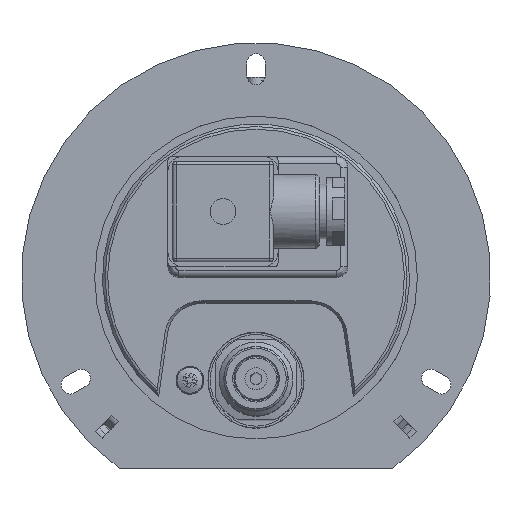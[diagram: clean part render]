
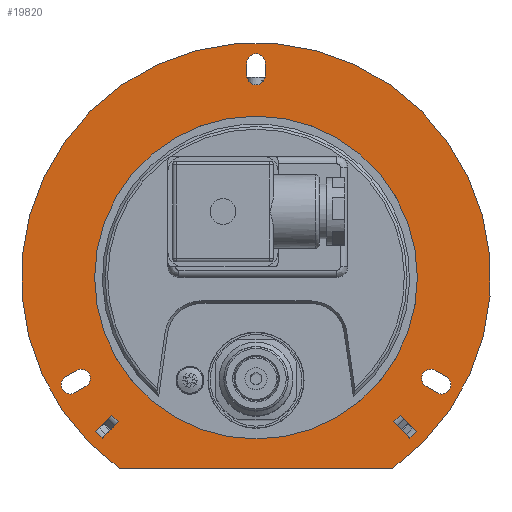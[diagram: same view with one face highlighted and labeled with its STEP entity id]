
A CAD part, front view. The second image highlights one B-rep face of the part: STEP entity #19820.
In plain terms, the highlighted planar face has unit normal (0, -1, 0).
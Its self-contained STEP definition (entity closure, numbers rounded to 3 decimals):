
#444=FACE_BOUND('',#3874,.T.);
#445=FACE_BOUND('',#3875,.T.);
#446=FACE_BOUND('',#3876,.T.);
#447=FACE_BOUND('',#3877,.T.);
#448=FACE_BOUND('',#3878,.T.);
#449=FACE_BOUND('',#3879,.T.);
#901=CIRCLE('',#21346,2.5);
#904=CIRCLE('',#21350,44.);
#905=CIRCLE('',#21351,44.);
#907=CIRCLE('',#21354,64.);
#909=CIRCLE('',#21357,2.5);
#922=CIRCLE('',#21385,2.5);
#923=CIRCLE('',#21386,2.5);
#924=CIRCLE('',#21387,2.5);
#925=CIRCLE('',#21388,2.5);
#2635=FACE_OUTER_BOUND('',#3873,.T.);
#3873=EDGE_LOOP('',(#17265,#17266));
#3874=EDGE_LOOP('',(#17267,#17268));
#3875=EDGE_LOOP('',(#17269,#17270,#17271,#17272));
#3876=EDGE_LOOP('',(#17273,#17274,#17275,#17276));
#3877=EDGE_LOOP('',(#17277,#17278,#17279,#17280));
#3878=EDGE_LOOP('',(#17281,#17282,#17283,#17284));
#3879=EDGE_LOOP('',(#17285,#17286,#17287,#17288));
#5631=LINE('',#34634,#7428);
#5633=LINE('',#34643,#7430);
#5641=LINE('',#34670,#7438);
#5644=LINE('',#34675,#7441);
#5663=LINE('',#34716,#7460);
#5664=LINE('',#34719,#7461);
#5665=LINE('',#34723,#7462);
#5666=LINE('',#34726,#7463);
#5667=LINE('',#34728,#7464);
#5668=LINE('',#34731,#7465);
#5669=LINE('',#34734,#7466);
#5670=LINE('',#34737,#7467);
#5671=LINE('',#34739,#7468);
#5672=LINE('',#34741,#7469);
#5673=LINE('',#34742,#7470);
#7428=VECTOR('',#25993,1000.);
#7430=VECTOR('',#26001,1000.);
#7438=VECTOR('',#26025,1000.);
#7441=VECTOR('',#26030,1000.);
#7460=VECTOR('',#26075,1000.);
#7461=VECTOR('',#26076,1000.);
#7462=VECTOR('',#26079,1000.);
#7463=VECTOR('',#26082,1000.);
#7464=VECTOR('',#26083,1000.);
#7465=VECTOR('',#26086,1000.);
#7466=VECTOR('',#26089,1000.);
#7467=VECTOR('',#26090,1000.);
#7468=VECTOR('',#26091,1000.);
#7469=VECTOR('',#26092,1000.);
#7470=VECTOR('',#26093,1000.);
#9245=VERTEX_POINT('',#34596);
#9246=VERTEX_POINT('',#34598);
#9249=VERTEX_POINT('',#34606);
#9250=VERTEX_POINT('',#34608);
#9253=VERTEX_POINT('',#34615);
#9254=VERTEX_POINT('',#34617);
#9257=VERTEX_POINT('',#34624);
#9258=VERTEX_POINT('',#34626);
#9259=VERTEX_POINT('',#34630);
#9261=VERTEX_POINT('',#34633);
#9263=VERTEX_POINT('',#34639);
#9265=VERTEX_POINT('',#34642);
#9287=VERTEX_POINT('',#34717);
#9288=VERTEX_POINT('',#34718);
#9289=VERTEX_POINT('',#34720);
#9290=VERTEX_POINT('',#34722);
#9291=VERTEX_POINT('',#34725);
#9292=VERTEX_POINT('',#34727);
#9293=VERTEX_POINT('',#34730);
#9294=VERTEX_POINT('',#34732);
#9295=VERTEX_POINT('',#34735);
#9296=VERTEX_POINT('',#34736);
#9297=VERTEX_POINT('',#34738);
#9298=VERTEX_POINT('',#34740);
#11951=EDGE_CURVE('',#9245,#9246,#901,.T.);
#11956=EDGE_CURVE('',#9249,#9250,#904,.T.);
#11957=EDGE_CURVE('',#9250,#9249,#905,.T.);
#11960=EDGE_CURVE('',#9254,#9253,#907,.T.);
#11964=EDGE_CURVE('',#9257,#9258,#909,.T.);
#11967=EDGE_CURVE('',#9261,#9259,#5631,.T.);
#11971=EDGE_CURVE('',#9265,#9263,#5633,.T.);
#11984=EDGE_CURVE('',#9263,#9261,#5641,.T.);
#11987=EDGE_CURVE('',#9265,#9259,#5644,.T.);
#12010=EDGE_CURVE('',#9253,#9254,#5663,.T.);
#12011=EDGE_CURVE('',#9287,#9288,#5664,.T.);
#12012=EDGE_CURVE('',#9289,#9287,#922,.T.);
#12013=EDGE_CURVE('',#9290,#9289,#5665,.T.);
#12014=EDGE_CURVE('',#9288,#9290,#923,.T.);
#12015=EDGE_CURVE('',#9246,#9291,#5666,.T.);
#12016=EDGE_CURVE('',#9292,#9245,#5667,.T.);
#12017=EDGE_CURVE('',#9291,#9292,#924,.T.);
#12018=EDGE_CURVE('',#9293,#9257,#5668,.T.);
#12019=EDGE_CURVE('',#9294,#9293,#925,.T.);
#12020=EDGE_CURVE('',#9258,#9294,#5669,.T.);
#12021=EDGE_CURVE('',#9295,#9296,#5670,.T.);
#12022=EDGE_CURVE('',#9296,#9297,#5671,.T.);
#12023=EDGE_CURVE('',#9298,#9297,#5672,.T.);
#12024=EDGE_CURVE('',#9298,#9295,#5673,.T.);
#17265=ORIENTED_EDGE('',*,*,#11960,.T.);
#17266=ORIENTED_EDGE('',*,*,#12010,.T.);
#17267=ORIENTED_EDGE('',*,*,#11957,.F.);
#17268=ORIENTED_EDGE('',*,*,#11956,.F.);
#17269=ORIENTED_EDGE('',*,*,#12011,.F.);
#17270=ORIENTED_EDGE('',*,*,#12012,.F.);
#17271=ORIENTED_EDGE('',*,*,#12013,.F.);
#17272=ORIENTED_EDGE('',*,*,#12014,.F.);
#17273=ORIENTED_EDGE('',*,*,#12015,.F.);
#17274=ORIENTED_EDGE('',*,*,#11951,.F.);
#17275=ORIENTED_EDGE('',*,*,#12016,.F.);
#17276=ORIENTED_EDGE('',*,*,#12017,.F.);
#17277=ORIENTED_EDGE('',*,*,#12018,.F.);
#17278=ORIENTED_EDGE('',*,*,#12019,.F.);
#17279=ORIENTED_EDGE('',*,*,#12020,.F.);
#17280=ORIENTED_EDGE('',*,*,#11964,.F.);
#17281=ORIENTED_EDGE('',*,*,#12021,.T.);
#17282=ORIENTED_EDGE('',*,*,#12022,.T.);
#17283=ORIENTED_EDGE('',*,*,#12023,.F.);
#17284=ORIENTED_EDGE('',*,*,#12024,.T.);
#17285=ORIENTED_EDGE('',*,*,#11984,.T.);
#17286=ORIENTED_EDGE('',*,*,#11967,.T.);
#17287=ORIENTED_EDGE('',*,*,#11987,.F.);
#17288=ORIENTED_EDGE('',*,*,#11971,.T.);
#18804=PLANE('',#21384);
#19820=ADVANCED_FACE('',(#2635,#444,#445,#446,#447,#448,#449),#18804,.T.);
#21346=AXIS2_PLACEMENT_3D('',#34599,#25959,#25960);
#21350=AXIS2_PLACEMENT_3D('',#34609,#25969,#25970);
#21351=AXIS2_PLACEMENT_3D('',#34610,#25971,#25972);
#21354=AXIS2_PLACEMENT_3D('',#34618,#25978,#25979);
#21357=AXIS2_PLACEMENT_3D('',#34627,#25986,#25987);
#21384=AXIS2_PLACEMENT_3D('',#34715,#26073,#26074);
#21385=AXIS2_PLACEMENT_3D('',#34721,#26077,#26078);
#21386=AXIS2_PLACEMENT_3D('',#34724,#26080,#26081);
#21387=AXIS2_PLACEMENT_3D('',#34729,#26084,#26085);
#21388=AXIS2_PLACEMENT_3D('',#34733,#26087,#26088);
#25959=DIRECTION('center_axis',(0.,-1.,0.));
#25960=DIRECTION('ref_axis',(1.,0.,0.));
#25969=DIRECTION('center_axis',(0.,-1.,0.));
#25970=DIRECTION('ref_axis',(1.,0.,0.));
#25971=DIRECTION('center_axis',(0.,-1.,0.));
#25972=DIRECTION('ref_axis',(1.,0.,0.));
#25978=DIRECTION('center_axis',(0.,-1.,0.));
#25979=DIRECTION('ref_axis',(1.,0.,0.));
#25986=DIRECTION('center_axis',(0.,-1.,0.));
#25987=DIRECTION('ref_axis',(1.,0.,0.));
#25993=DIRECTION('',(-0.707,0.,-0.707));
#26001=DIRECTION('',(0.707,0.,0.707));
#26025=DIRECTION('',(0.707,0.,-0.707));
#26030=DIRECTION('',(0.707,0.,-0.707));
#26073=DIRECTION('center_axis',(0.,-1.,0.));
#26074=DIRECTION('ref_axis',(1.,0.,0.));
#26075=DIRECTION('',(1.,0.,0.));
#26076=DIRECTION('',(0.,0.,-1.));
#26077=DIRECTION('center_axis',(0.,-1.,0.));
#26078=DIRECTION('ref_axis',(1.,0.,0.));
#26079=DIRECTION('',(0.,0.,1.));
#26080=DIRECTION('center_axis',(0.,-1.,0.));
#26081=DIRECTION('ref_axis',(1.,0.,0.));
#26082=DIRECTION('',(-0.866,0.,0.5));
#26083=DIRECTION('',(0.866,0.,-0.5));
#26084=DIRECTION('center_axis',(0.,-1.,0.));
#26085=DIRECTION('ref_axis',(1.,0.,0.));
#26086=DIRECTION('',(0.866,0.,0.5));
#26087=DIRECTION('center_axis',(0.,-1.,0.));
#26088=DIRECTION('ref_axis',(1.,0.,0.));
#26089=DIRECTION('',(-0.866,0.,-0.5));
#26090=DIRECTION('',(-0.707,0.,-0.707));
#26091=DIRECTION('',(-0.707,0.,0.707));
#26092=DIRECTION('',(-0.707,0.,-0.707));
#26093=DIRECTION('',(0.707,0.,-0.707));
#34596=CARTESIAN_POINT('',(49.412,-1.2,-31.415));
#34598=CARTESIAN_POINT('',(51.912,-1.2,-27.085));
#34599=CARTESIAN_POINT('Origin',(50.662,-1.2,-29.25));
#34606=CARTESIAN_POINT('',(-44.,-1.2,0.));
#34608=CARTESIAN_POINT('',(44.,-1.2,0.));
#34609=CARTESIAN_POINT('Origin',(0.,-1.2,
0.));
#34610=CARTESIAN_POINT('Origin',(0.,-1.2,
0.));
#34615=CARTESIAN_POINT('',(-37.31,-1.2,-52.));
#34617=CARTESIAN_POINT('',(37.31,-1.2,-52.));
#34618=CARTESIAN_POINT('Origin',(0.,-1.2,
0.));
#34624=CARTESIAN_POINT('',(-46.381,-1.2,-29.665));
#34626=CARTESIAN_POINT('',(-48.881,-1.2,-25.335));
#34627=CARTESIAN_POINT('Origin',(-47.631,-1.2,-27.5));
#34630=CARTESIAN_POINT('',(41.977,-1.2,-43.745));
#34633=CARTESIAN_POINT('',(43.745,-1.2,-41.977));
#34634=CARTESIAN_POINT('',(41.977,-1.2,-43.745));
#34639=CARTESIAN_POINT('',(39.34,-1.2,-37.573));
#34642=CARTESIAN_POINT('',(37.573,-1.2,-39.34));
#34643=CARTESIAN_POINT('',(39.34,-1.2,-37.573));
#34670=CARTESIAN_POINT('',(0.884,-1.2,0.884));
#34675=CARTESIAN_POINT('',(-0.884,-1.2,-0.884));
#34715=CARTESIAN_POINT('Origin',(0.,-1.2,
0.));
#34716=CARTESIAN_POINT('',(37.31,-1.2,-52.));
#34717=CARTESIAN_POINT('',(-2.5,-1.2,58.5));
#34718=CARTESIAN_POINT('',(-2.5,-1.2,55.));
#34719=CARTESIAN_POINT('',(-2.5,-1.2,58.5));
#34720=CARTESIAN_POINT('',(2.5,-1.2,58.5));
#34721=CARTESIAN_POINT('Origin',(0.,-1.2,
58.5));
#34722=CARTESIAN_POINT('',(2.5,-1.2,55.));
#34723=CARTESIAN_POINT('',(2.5,-1.2,58.5));
#34724=CARTESIAN_POINT('Origin',(0.,-1.2,
55.));
#34725=CARTESIAN_POINT('',(48.881,-1.2,-25.335));
#34726=CARTESIAN_POINT('',(51.912,-1.2,-27.085));
#34727=CARTESIAN_POINT('',(46.381,-1.2,-29.665));
#34728=CARTESIAN_POINT('',(49.412,-1.2,-31.415));
#34729=CARTESIAN_POINT('Origin',(47.631,-1.2,-27.5));
#34730=CARTESIAN_POINT('',(-49.412,-1.2,-31.415));
#34731=CARTESIAN_POINT('',(-49.412,-1.2,-31.415));
#34732=CARTESIAN_POINT('',(-51.912,-1.2,-27.085));
#34733=CARTESIAN_POINT('Origin',(-50.662,-1.2,-29.25));
#34734=CARTESIAN_POINT('',(-51.912,-1.2,-27.085));
#34735=CARTESIAN_POINT('',(-37.573,-1.2,-39.34));
#34736=CARTESIAN_POINT('',(-41.977,-1.2,-43.745));
#34737=CARTESIAN_POINT('',(0.884,-1.2,-0.884));
#34738=CARTESIAN_POINT('',(-43.745,-1.2,-41.977));
#34739=CARTESIAN_POINT('',(-43.745,-1.2,-41.977));
#34740=CARTESIAN_POINT('',(-39.34,-1.2,-37.573));
#34741=CARTESIAN_POINT('',(-0.884,-1.2,0.884));
#34742=CARTESIAN_POINT('',(-37.573,-1.2,-39.34));
